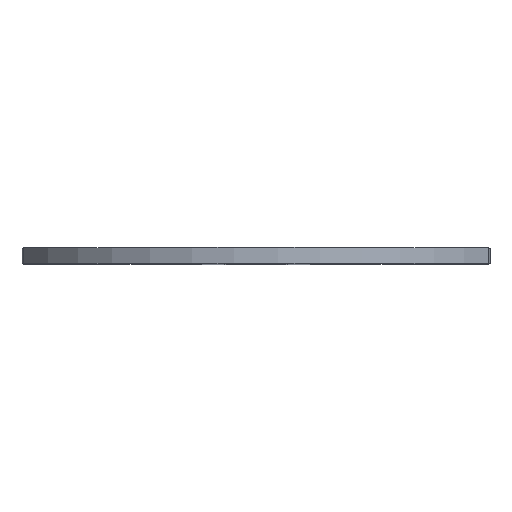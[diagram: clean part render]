
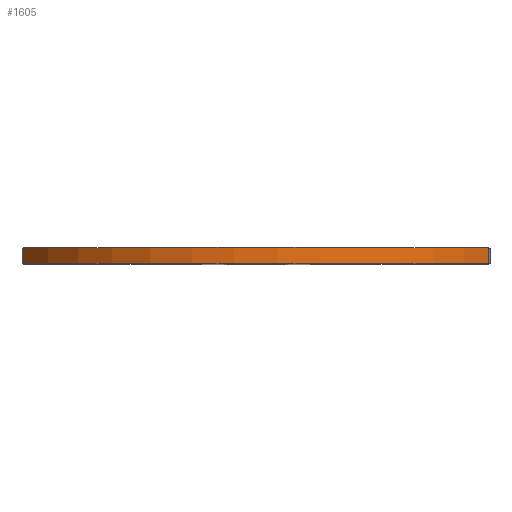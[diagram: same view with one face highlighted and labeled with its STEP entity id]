
A CAD part, top view. The second image highlights one B-rep face of the part: STEP entity #1605.
In plain terms, the highlighted cylindrical face has radius 75 mm (diameter 150 mm), a partial arc.
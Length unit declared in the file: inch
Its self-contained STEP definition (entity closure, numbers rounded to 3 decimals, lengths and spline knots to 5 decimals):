
#22 = CARTESIAN_POINT ( 'NONE',  ( 2.57768, 0.17323, 3.0507 ) ) ;
#170 = ORIENTED_EDGE ( 'NONE', *, *, #365, .T. ) ;
#246 = DIRECTION ( 'NONE',  ( 0., 1., 0. ) ) ;
#303 = EDGE_CURVE ( 'NONE', #1218, #603, #1328, .T. ) ;
#316 = DIRECTION ( 'NONE',  ( 0., 0., 1. ) ) ;
#365 = EDGE_CURVE ( 'NONE', #603, #1307, #2380, .T. ) ;
#426 = DIRECTION ( 'NONE',  ( 0., -1., 0. ) ) ;
#474 = CARTESIAN_POINT ( 'NONE',  ( -2.57768, 0., 3.0507 ) ) ;
#557 = DIRECTION ( 'NONE',  ( 0., -1., 0. ) ) ;
#603 = VERTEX_POINT ( 'NONE', #474 ) ;
#620 = VECTOR ( 'NONE', #1115, 39.37008 ) ;
#697 = CARTESIAN_POINT ( 'NONE',  ( 0., 0.17323, 1.61044 ) ) ;
#714 = ORIENTED_EDGE ( 'NONE', *, *, #1000, .F. ) ;
#909 = FACE_OUTER_BOUND ( 'NONE', #1082, .T. ) ;
#1000 = EDGE_CURVE ( 'NONE', #1600, #1307, #1556, .T. ) ;
#1064 = EDGE_CURVE ( 'NONE', #1218, #1600, #1452, .T. ) ;
#1082 = EDGE_LOOP ( 'NONE', ( #170, #714, #1282, #1708 ) ) ;
#1087 = DIRECTION ( 'NONE',  ( 0., 0., 1. ) ) ;
#1115 = DIRECTION ( 'NONE',  ( 0., -1., 0. ) ) ;
#1218 = VERTEX_POINT ( 'NONE', #1345 ) ;
#1250 = AXIS2_PLACEMENT_3D ( 'NONE', #697, #246, #316 ) ;
#1261 = AXIS2_PLACEMENT_3D ( 'NONE', #1532, #2323, #1087 ) ;
#1282 = ORIENTED_EDGE ( 'NONE', *, *, #1064, .F. ) ;
#1307 = VERTEX_POINT ( 'NONE', #1965 ) ;
#1328 = LINE ( 'NONE', #2118, #620 ) ;
#1345 = CARTESIAN_POINT ( 'NONE',  ( -2.57768, 0.17323, 3.0507 ) ) ;
#1452 = CIRCLE ( 'NONE', #1250, 2.95276 ) ;
#1489 = DIRECTION ( 'NONE',  ( 0., 0., -1. ) ) ;
#1532 = CARTESIAN_POINT ( 'NONE',  ( 0., 0., 1.61044 ) ) ;
#1533 = CYLINDRICAL_SURFACE ( 'NONE', #2355, 2.95276 ) ;
#1556 = LINE ( 'NONE', #22, #1832 ) ;
#1600 = VERTEX_POINT ( 'NONE', #2119 ) ;
#1605 = ADVANCED_FACE ( 'NONE', ( #909 ), #1533, .T. ) ;
#1708 = ORIENTED_EDGE ( 'NONE', *, *, #303, .T. ) ;
#1832 = VECTOR ( 'NONE', #426, 39.37008 ) ;
#1965 = CARTESIAN_POINT ( 'NONE',  ( 2.57768, 0., 3.0507 ) ) ;
#2118 = CARTESIAN_POINT ( 'NONE',  ( -2.57768, 0.17323, 3.0507 ) ) ;
#2119 = CARTESIAN_POINT ( 'NONE',  ( 2.57768, 0.17323, 3.0507 ) ) ;
#2284 = CARTESIAN_POINT ( 'NONE',  ( 0., 0.17323, 1.61044 ) ) ;
#2323 = DIRECTION ( 'NONE',  ( 0., 1., 0. ) ) ;
#2355 = AXIS2_PLACEMENT_3D ( 'NONE', #2284, #557, #1489 ) ;
#2380 = CIRCLE ( 'NONE', #1261, 2.95276 ) ;
